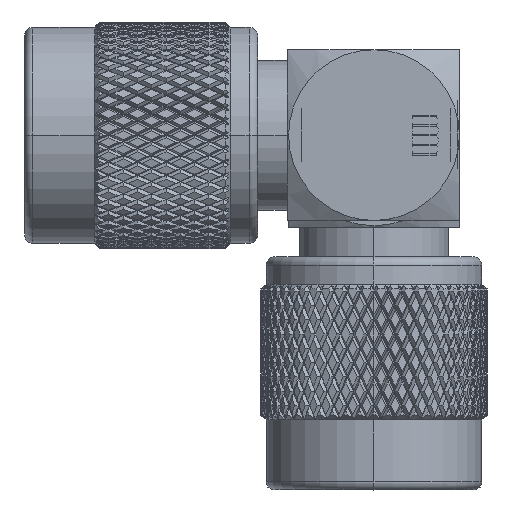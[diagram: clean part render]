
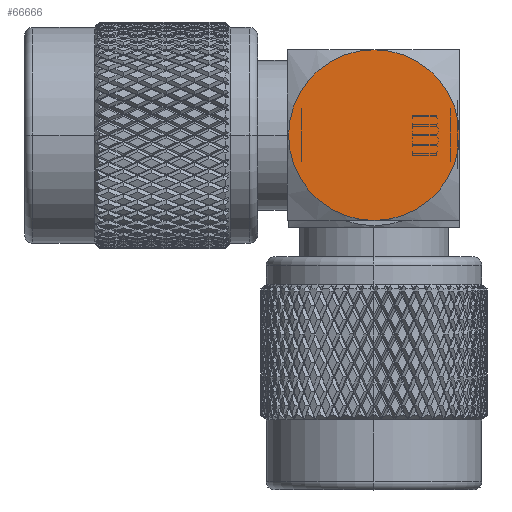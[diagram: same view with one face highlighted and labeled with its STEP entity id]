
A CAD part, top view. The second image highlights one B-rep face of the part: STEP entity #66666.
In plain terms, the highlighted face is planar.
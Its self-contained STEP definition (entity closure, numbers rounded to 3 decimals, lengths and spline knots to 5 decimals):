
#489 = EDGE_CURVE ( 'NONE', #24110, #83083, #39751, .T. ) ;
#532 = CARTESIAN_POINT ( 'NONE',  ( -0.21654, 0., 0. ) ) ;
#10244 = EDGE_LOOP ( 'NONE', ( #48548, #38247, #68855 ) ) ;
#15828 = AXIS2_PLACEMENT_3D ( 'NONE', #68542, #59463, #68166 ) ;
#19422 = AXIS2_PLACEMENT_3D ( 'NONE', #532, #109077, #35706 ) ;
#24110 = VERTEX_POINT ( 'NONE', #42695 ) ;
#26503 = DIRECTION ( 'NONE',  ( -1., 0., 0. ) ) ;
#35706 = DIRECTION ( 'NONE',  ( 0., 0., -1. ) ) ;
#38247 = ORIENTED_EDGE ( 'NONE', *, *, #111988, .F. ) ;
#39751 = CIRCLE ( 'NONE', #43681, 0.21654 ) ;
#42695 = CARTESIAN_POINT ( 'NONE',  ( -0.21654, 0., 0.21654 ) ) ;
#43681 = AXIS2_PLACEMENT_3D ( 'NONE', #44291, #71551, #45862 ) ;
#44291 = CARTESIAN_POINT ( 'NONE',  ( -0.21654, 0., 0. ) ) ;
#45862 = DIRECTION ( 'NONE',  ( 0., 0., -1. ) ) ;
#47955 = FACE_OUTER_BOUND ( 'NONE', #10244, .T. ) ;
#48548 = ORIENTED_EDGE ( 'NONE', *, *, #80737, .T. ) ;
#48653 = CIRCLE ( 'NONE', #81325, 0.21654 ) ;
#59463 = DIRECTION ( 'NONE',  ( 1., 0., 0. ) ) ;
#66666 = ADVANCED_FACE ( 'NONE', ( #47955 ), #69317, .F. ) ;
#68166 = DIRECTION ( 'NONE',  ( 0., 0., -1. ) ) ;
#68542 = CARTESIAN_POINT ( 'NONE',  ( -0.21654, -0.21654, 0.21654 ) ) ;
#68855 = ORIENTED_EDGE ( 'NONE', *, *, #489, .F. ) ;
#69317 = PLANE ( 'NONE',  #15828 ) ;
#71551 = DIRECTION ( 'NONE',  ( 1., 0., 0. ) ) ;
#77386 = CARTESIAN_POINT ( 'NONE',  ( -0.21654, 0., -0.21654 ) ) ;
#80577 = CARTESIAN_POINT ( 'NONE',  ( -0.21654, 0., 0. ) ) ;
#80737 = EDGE_CURVE ( 'NONE', #24110, #80826, #48653, .T. ) ;
#80826 = VERTEX_POINT ( 'NONE', #77386 ) ;
#81325 = AXIS2_PLACEMENT_3D ( 'NONE', #80577, #26503, #112336 ) ;
#83083 = VERTEX_POINT ( 'NONE', #102447 ) ;
#93990 = CIRCLE ( 'NONE', #19422, 0.21654 ) ;
#102447 = CARTESIAN_POINT ( 'NONE',  ( -0.21654, -0.21654, 0. ) ) ;
#109077 = DIRECTION ( 'NONE',  ( 1., 0., 0. ) ) ;
#111988 = EDGE_CURVE ( 'NONE', #83083, #80826, #93990, .T. ) ;
#112336 = DIRECTION ( 'NONE',  ( 0., 0., 1. ) ) ;
